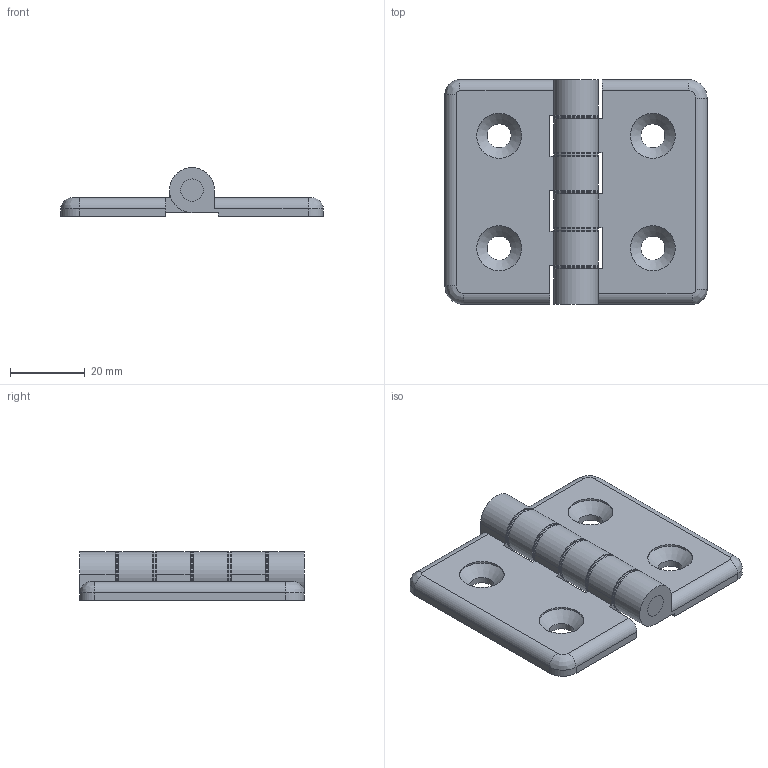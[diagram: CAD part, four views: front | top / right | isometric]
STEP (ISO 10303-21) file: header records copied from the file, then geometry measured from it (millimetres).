
FILE_DESCRIPTION(/* description */ (''),/* implementation_level */ '2;1');
FILE_NAME(/* name */ 'SHC-6070 v3.step',/* time_stamp */ '2024-05-27T16:26:53+09:00',/* author */ (''),/* organization */ (''),/* preprocessor_version */ 'ST-DEVELOPER v20',/* originating_system */ 'Autodesk Translation Framework v13.14.0.145',/* authorisation */ '');
FILE_SCHEMA (('AUTOMOTIVE_DESIGN { 1 0 10303 214 3 1 1 }'));
Length unit declared in the file: millimetre
Products named in the file (4): SHC-6070; 와샤; 6060 핀; SHC-6070날개
Assembly tree (8 placements, depth 2):
  SHC-6070
    와샤  x5
    6060 핀
    SHC-6070날개  x2
Bounding box: 70 x 60 x 13 mm (x, y, z)
Volume: 16273.9 mm3; surface area: 15930.6 mm2
Topology: 8 solids, 8 shells, 1307 faces, 3601 edges, 2392 vertices
Faces by surface type: bspline 734, plane 482, cylinder 41, cone 40, torus 10
Full cylindrical faces by diameter (mm): 6 x7, 6.1 x5, 6.4 x4, 12 x9
Entity records: 24038 total; most frequent: CARTESIAN_POINT 9914, ORIENTED_EDGE 3574, EDGE_CURVE 1787, DIRECTION 1677, VERTEX_POINT 1188, LINE 955, VECTOR 955, B_SPLINE_CURVE_WITH_KNOTS 730
